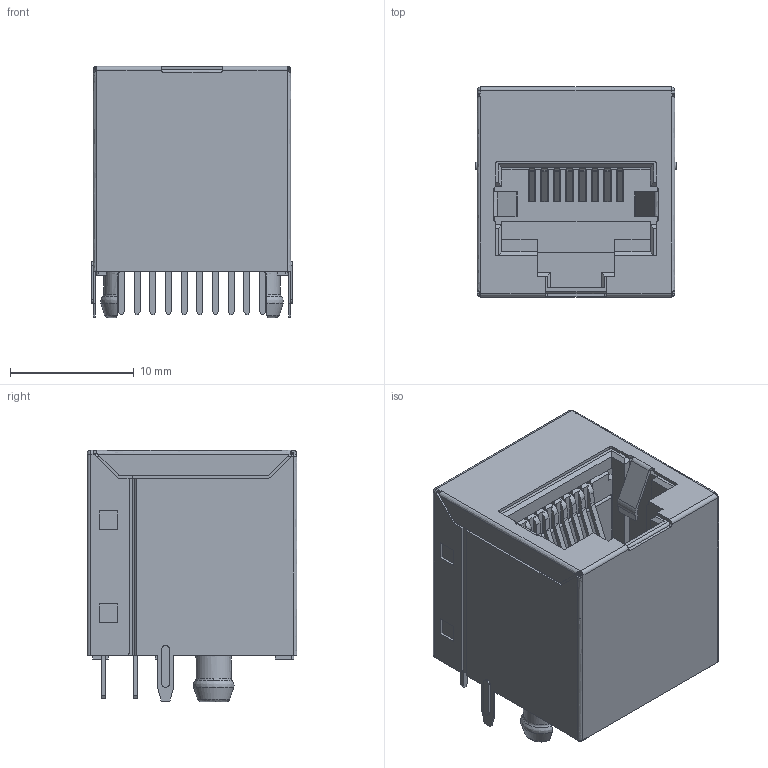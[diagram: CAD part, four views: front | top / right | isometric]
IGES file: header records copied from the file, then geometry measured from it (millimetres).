
Start section:  PTC IGES file: k3t12-151-01.igs
Global section: file name: k3t12-151-01.igs; native system: Creo Parametric by PTC Inc.; preprocessor: 2019080; author: andy; organization: Unknown; date: 20220810.083249; units: millimetre
Bounding box: 16.35 x 17 x 20.35 mm (x, y, z)
Surface area: 5537 mm2 (no closed solid volume)
Topology: 0 solids, 0 shells, 1394 faces, 8368 edges, 8356 vertices
Faces by surface type: bspline 1129, revolution 265
